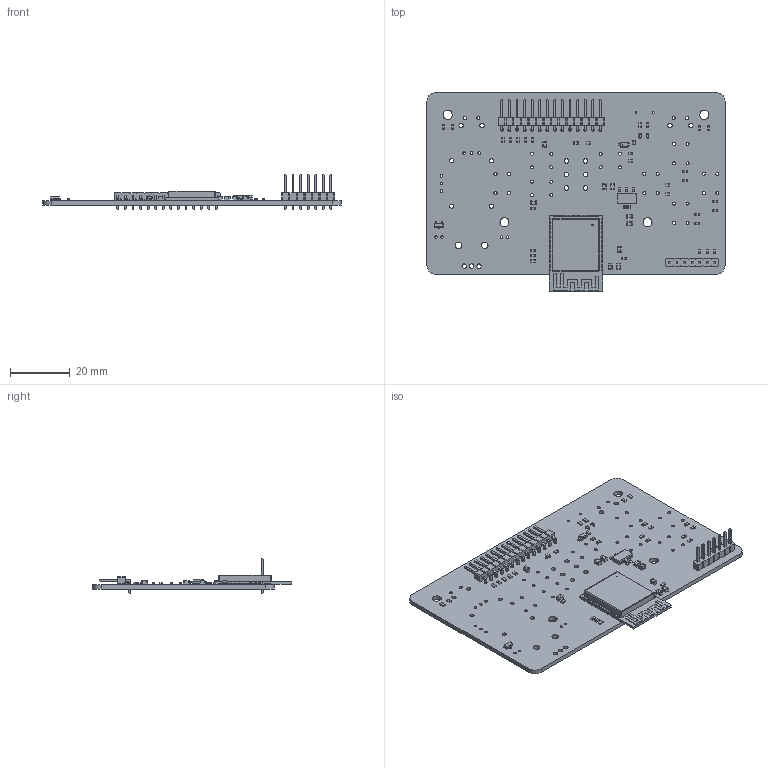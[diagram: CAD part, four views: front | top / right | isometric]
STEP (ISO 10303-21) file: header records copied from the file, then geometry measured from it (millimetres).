
FILE_DESCRIPTION(('KiCad electronic assembly'),'2;1');
FILE_NAME('handheld.step','2025-12-28T22:30:42',('Pcbnew'),('Kicad'), 'Open CASCADE STEP processor 7.9','KiCad to STEP converter','Unknown' );
FILE_SCHEMA(('AUTOMOTIVE_DESIGN { 1 0 10303 214 1 1 1 1 }'));
Length unit declared in the file: millimetre
Products named in the file (12): handheld 1; R_0603_1608Metric; SOT-223; PinHeader_1x07_P2.54mm_Vertical; C_0805_2012Metric; ESP32-S3-WROOM-1; D_SOD-523; LED_0603_1608Metric; PinHeader_1x14_P2.54mm_Horizontal; SOT-23; D_SOD-123; handheld_PCB
Assembly tree (50 placements, depth 2):
  handheld 1
    R_0603_1608Metric  x30
    SOT-223
    PinHeader_1x07_P2.54mm_Vertical
    C_0805_2012Metric  x9
    ESP32-S3-WROOM-1
    D_SOD-523  x3
    LED_0603_1608Metric
    PinHeader_1x14_P2.54mm_Horizontal
    SOT-23
    D_SOD-123
    handheld_PCB
Bounding box: 100 x 66.75 x 11.54 mm (x, y, z)
Volume: 10551.9 mm3; surface area: 16512.7 mm2
Topology: 101 solids, 101 shells, 3355 faces, 8344 edges, 5264 vertices
Faces by surface type: plane 2680, cylinder 601, bspline 70, sphere 4
Full cylindrical faces by diameter (mm): 0.2 x12, 0.5 x1, 0.813 x4, 0.889 x6, 1 x53, 1.1 x4, 1.397 x4, 1.499 x3, 1.5 x10, 2.21 x2, 3 x4
Entity records: 83078 total; most frequent: CARTESIAN_POINT 11820, ORIENTED_EDGE 11343, DIRECTION 10796, EDGE_CURVE 5672, LINE 5052, VECTOR 5052, VERTEX_POINT 3532, AXIS2_PLACEMENT_3D 2872
